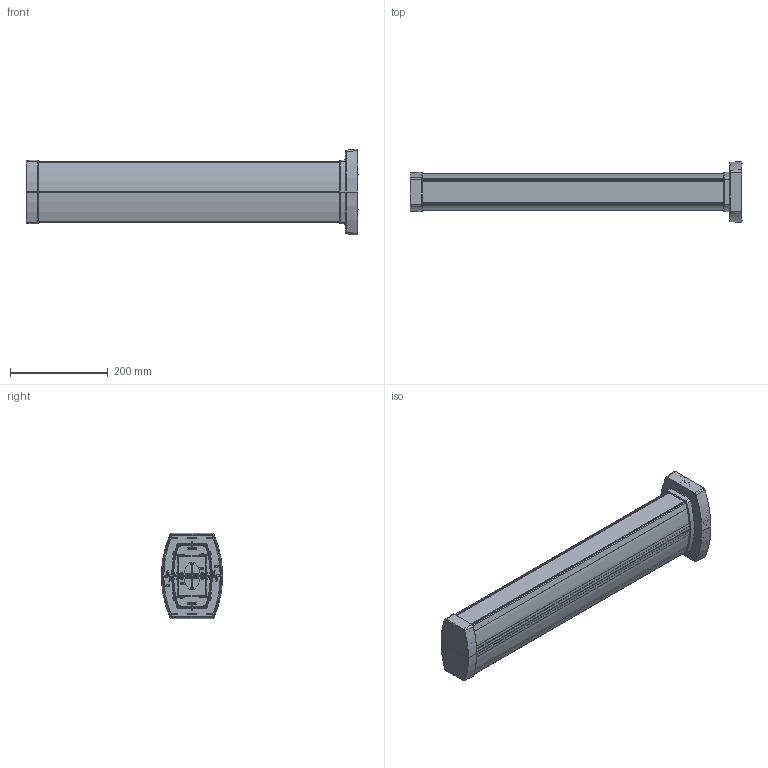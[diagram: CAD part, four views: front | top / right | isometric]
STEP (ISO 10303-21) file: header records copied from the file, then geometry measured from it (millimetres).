
FILE_DESCRIPTION(('CATIA V5 STEP Exchange','CAx-IF Rec.Pracs.--- Model Styling and Organization---1.2---2011-12-15'),'2;1');
FILE_NAME('PW32326.stp','2018-02-21T07:13:15+00:00',('none'),('none'),'CATIA Version 5-6 Release 2014 SP4','CATIA V5 STEP AP214','none');
FILE_SCHEMA(('AUTOMOTIVE_DESIGN { 1 0 10303 214 1 1 1 1 }'));
Products named in the file (7): ASS-Colonnette-2F-680mm; CP-colonnette-2F; Cv-45-680; D008271_A; D008668AA; D008671_A-MO1; D008681AA
Assembly tree (9 placements, depth 2):
  ASS-Colonnette-2F-680mm
    CP-colonnette-2F
    Cv-45-680  x2
    D008271_A
    D008668AA  x2
    D008671_A-MO1  x2
    D008681AA
Bounding box: 680 x 125.5 x 175.5 mm (x, y, z)
Volume: 813532.1 mm3; surface area: 1042867.8 mm2
Topology: 9 solids, 9 shells, 6876 faces, 19848 edges, 13094 vertices
Faces by surface type: plane 5834, cylinder 736, bspline 138, cone 96, torus 56, extrusion 12, sphere 4
Entity records: 123299 total; most frequent: CARTESIAN_POINT 28769, ORIENTED_EDGE 21740, DIRECTION 15818, EDGE_CURVE 10870, VECTOR 7891, LINE 7885, VERTEX_POINT 7149, AXIS2_PLACEMENT_3D 4458
